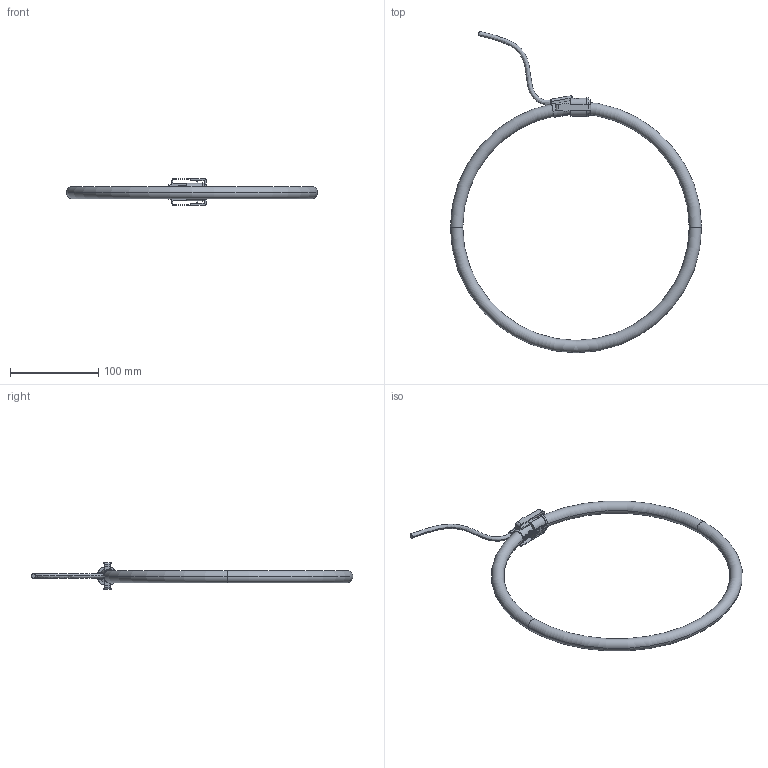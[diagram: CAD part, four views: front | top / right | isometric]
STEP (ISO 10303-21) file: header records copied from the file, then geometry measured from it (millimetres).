
FILE_DESCRIPTION (( 'STEP AP203' ), '1' );
FILE_NAME ('RCT36_10272025(mass production).STEP', '2025-10-27T16:26:11', ( '' ), ( '' ), 'SwSTEP 2.0', 'SolidWorks 2024', '' );
FILE_SCHEMA (( 'CONFIG_CONTROL_DESIGN' ));
Length unit declared in the file: metre
Products named in the file (7): TOU_7_1.step; ZUO_48_1.step; RCT36; 导线-支架装配状态_1.step; RCT36_10272025(mass production); RCT30_ASM_支架安装状态.step; RCT.step
Assembly tree (6 placements, depth 4):
  RCT36_10272025(mass production)
    RCT.step
      RCT30_ASM_支架安装状态.step
        ZUO_48_1.step
        TOU_7_1.step
        导线-支架装配状态_1.step
    RCT36
Bounding box: 285 x 364.69 x 30.5 mm (x, y, z)
Volume: 141009.5 mm3; surface area: 49530.5 mm2
Topology: 4 solids, 4 shells, 1132 faces, 3175 edges, 2110 vertices
Faces by surface type: plane 935, bspline 102, cylinder 87, torus 6, cone 2
Entity records: 41799 total; most frequent: CARTESIAN_POINT 12672, ORIENTED_EDGE 6350, DIRECTION 5100, EDGE_CURVE 3175, VECTOR 2700, LINE 2700, VERTEX_POINT 2110, AXIS2_PLACEMENT_3D 1200
